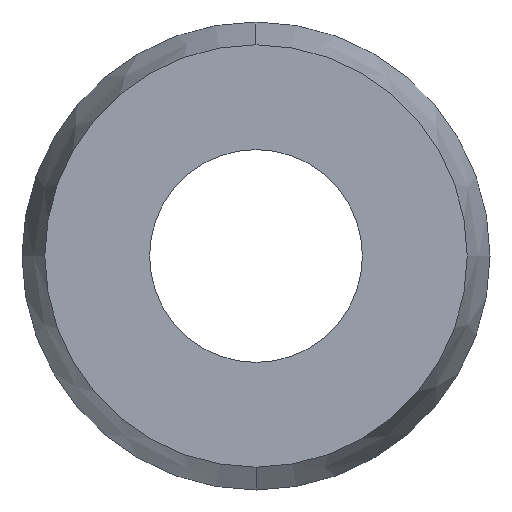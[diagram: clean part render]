
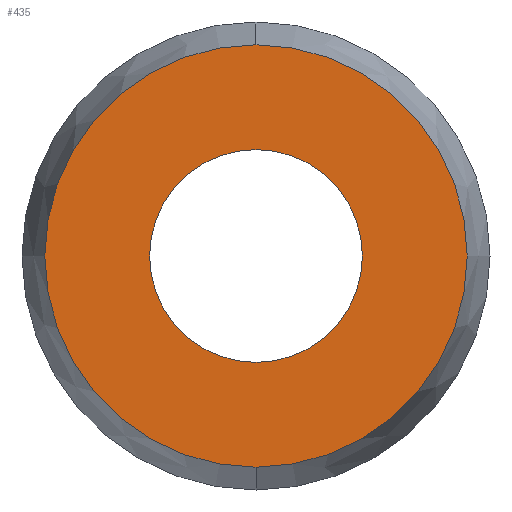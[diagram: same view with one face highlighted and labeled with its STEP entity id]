
A CAD part, left-side view. The second image highlights one B-rep face of the part: STEP entity #435.
In plain terms, the highlighted planar face has unit normal (-1, 0, 0).
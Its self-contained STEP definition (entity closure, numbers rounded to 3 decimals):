
#12 = EDGE_CURVE ( 'NONE', #170, #119, #351, .T. ) ;
#20 = ORIENTED_EDGE ( 'NONE', *, *, #403, .F. ) ;
#36 = DIRECTION ( 'NONE',  ( -1., 0., 0. ) ) ;
#38 = PLANE ( 'NONE',  #51 ) ;
#47 = EDGE_CURVE ( 'NONE', #119, #170, #184, .T. ) ;
#51 = AXIS2_PLACEMENT_3D ( 'NONE', #80, #282, #393 ) ;
#55 = CARTESIAN_POINT ( 'NONE',  ( 0., 0., 0. ) ) ;
#65 = ORIENTED_EDGE ( 'NONE', *, *, #12, .T. ) ;
#80 = CARTESIAN_POINT ( 'NONE',  ( 0., 9.928, 0. ) ) ;
#86 = AXIS2_PLACEMENT_3D ( 'NONE', #215, #426, #323 ) ;
#87 = EDGE_CURVE ( 'NONE', #247, #206, #332, .T. ) ;
#111 = AXIS2_PLACEMENT_3D ( 'NONE', #55, #211, #140 ) ;
#119 = VERTEX_POINT ( 'NONE', #360 ) ;
#127 = EDGE_LOOP ( 'NONE', ( #20, #231 ) ) ;
#130 = DIRECTION ( 'NONE',  ( 0., 0., 1. ) ) ;
#131 = CARTESIAN_POINT ( 'NONE',  ( 0., 0., -5. ) ) ;
#139 = FACE_OUTER_BOUND ( 'NONE', #315, .T. ) ;
#140 = DIRECTION ( 'NONE',  ( 0., 0., 1. ) ) ;
#145 = DIRECTION ( 'NONE',  ( 0., 0., 1. ) ) ;
#162 = CARTESIAN_POINT ( 'NONE',  ( 0., 0., 0. ) ) ;
#168 = DIRECTION ( 'NONE',  ( -1., 0., 0. ) ) ;
#170 = VERTEX_POINT ( 'NONE', #428 ) ;
#184 = CIRCLE ( 'NONE', #227, 9.928 ) ;
#206 = VERTEX_POINT ( 'NONE', #399 ) ;
#211 = DIRECTION ( 'NONE',  ( -1., 0., 0. ) ) ;
#215 = CARTESIAN_POINT ( 'NONE',  ( 0., 0., 0. ) ) ;
#227 = AXIS2_PLACEMENT_3D ( 'NONE', #356, #36, #145 ) ;
#231 = ORIENTED_EDGE ( 'NONE', *, *, #87, .F. ) ;
#247 = VERTEX_POINT ( 'NONE', #131 ) ;
#260 = AXIS2_PLACEMENT_3D ( 'NONE', #162, #168, #130 ) ;
#282 = DIRECTION ( 'NONE',  ( 1., 0., 0. ) ) ;
#291 = FACE_BOUND ( 'NONE', #127, .T. ) ;
#301 = CIRCLE ( 'NONE', #260, 5. ) ;
#315 = EDGE_LOOP ( 'NONE', ( #320, #65 ) ) ;
#320 = ORIENTED_EDGE ( 'NONE', *, *, #47, .T. ) ;
#323 = DIRECTION ( 'NONE',  ( 0., 0., 1. ) ) ;
#332 = CIRCLE ( 'NONE', #86, 5. ) ;
#351 = CIRCLE ( 'NONE', #111, 9.928 ) ;
#356 = CARTESIAN_POINT ( 'NONE',  ( 0., 0., 0. ) ) ;
#360 = CARTESIAN_POINT ( 'NONE',  ( 0., 0., -9.928 ) ) ;
#393 = DIRECTION ( 'NONE',  ( 0., 0., -1. ) ) ;
#399 = CARTESIAN_POINT ( 'NONE',  ( 0., 0., 5. ) ) ;
#403 = EDGE_CURVE ( 'NONE', #206, #247, #301, .T. ) ;
#426 = DIRECTION ( 'NONE',  ( -1., 0., 0. ) ) ;
#428 = CARTESIAN_POINT ( 'NONE',  ( 0., 0., 9.928 ) ) ;
#435 = ADVANCED_FACE ( 'NONE', ( #291, #139 ), #38, .F. ) ;
